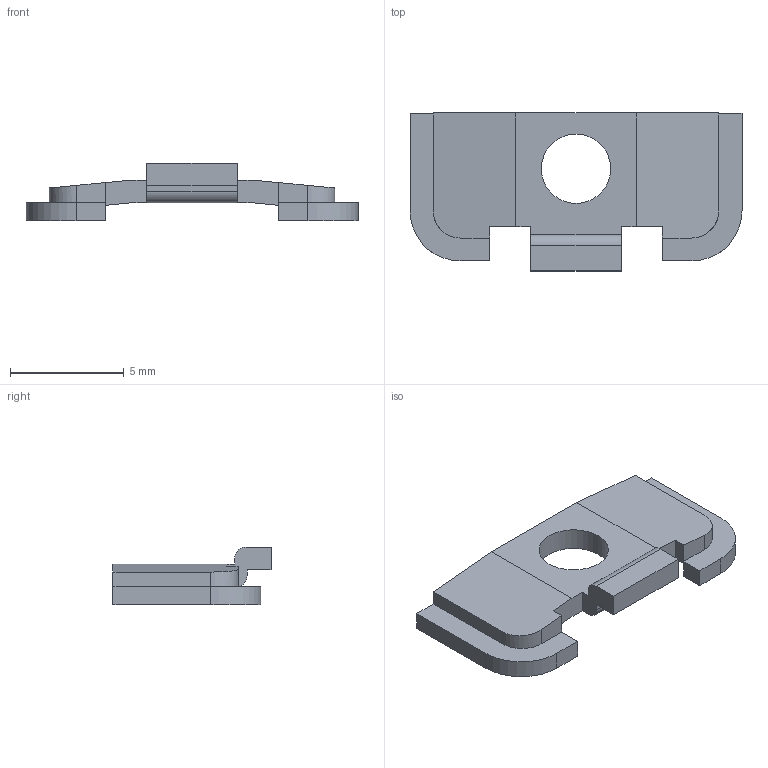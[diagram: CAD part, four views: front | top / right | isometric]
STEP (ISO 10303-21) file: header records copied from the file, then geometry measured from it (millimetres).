
FILE_DESCRIPTION(/* description */ (''),/* implementation_level */ '2;1');
FILE_NAME(/* name */ '100724490ugm000_a.stp',/* time_stamp */ '2017-05-10T04:50:59+02:00',/* author */ (''),/* organization */ (''),/* preprocessor_version */ 'ST-DEVELOPER v16',/* originating_system */ 'SIEMENS PLM Software NX 10.0',/* authorisation */ '');
FILE_SCHEMA (('AUTOMOTIVE_DESIGN { 1 0 10303 214 3 1 1 1 }'));
Length unit declared in the file: millimetre
Products named in the file (1): 100724490ugm000_a
Bounding box: 14.6 x 6.95 x 2.55 mm (x, y, z)
Volume: 79.8 mm3; surface area: 239.1 mm2
Topology: 1 solids, 1 shells, 43 faces, 123 edges, 83 vertices
Faces by surface type: plane 34, cylinder 9
Full cylindrical faces by diameter (mm): 3.05 x1
Entity records: 1738 total; most frequent: CARTESIAN_POINT 249, ORIENTED_EDGE 244, DIRECTION 228, EDGE_CURVE 122, LINE 104, VECTOR 104, VERTEX_POINT 82, AXIS2_PLACEMENT_3D 62
